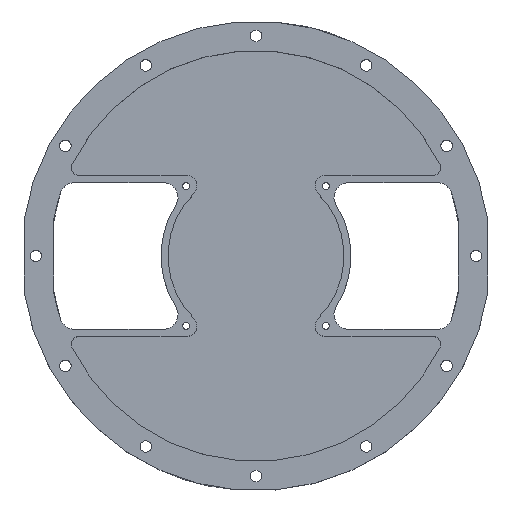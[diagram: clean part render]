
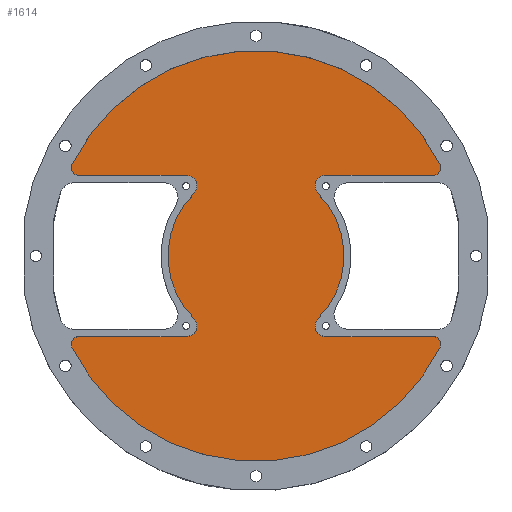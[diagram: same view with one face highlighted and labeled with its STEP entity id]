
A CAD part, top view. The second image highlights one B-rep face of the part: STEP entity #1614.
In plain terms, the highlighted planar face has unit normal (0, 0, 1).
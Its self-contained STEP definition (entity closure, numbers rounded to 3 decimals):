
#92=PLANE('',#1767);
#115=FACE_OUTER_BOUND('',#215,.T.);
#215=EDGE_LOOP('',(#1154,#1155,#1156,#1157,#1158,#1159,#1160,#1161,#1162,
#1163,#1164,#1165,#1166,#1167,#1168,#1169));
#340=LINE('',#2458,#444);
#352=LINE('',#2585,#456);
#353=LINE('',#2587,#457);
#354=LINE('',#2594,#458);
#444=VECTOR('',#1942,10.);
#456=VECTOR('',#2068,10.);
#457=VECTOR('',#2069,10.);
#458=VECTOR('',#2076,10.);
#538=CIRCLE('',#1702,4.65);
#540=CIRCLE('',#1705,4.65);
#542=CIRCLE('',#1708,4.65);
#544=CIRCLE('',#1711,4.65);
#546=CIRCLE('',#1715,38.1);
#549=CIRCLE('',#1719,38.1);
#596=CIRCLE('',#1768,3.175);
#597=CIRCLE('',#1769,88.9);
#598=CIRCLE('',#1770,3.175);
#599=CIRCLE('',#1771,3.175);
#600=CIRCLE('',#1772,88.9);
#601=CIRCLE('',#1773,3.175);
#660=VERTEX_POINT('',#2418);
#661=VERTEX_POINT('',#2419);
#664=VERTEX_POINT('',#2427);
#665=VERTEX_POINT('',#2428);
#668=VERTEX_POINT('',#2436);
#669=VERTEX_POINT('',#2437);
#672=VERTEX_POINT('',#2445);
#673=VERTEX_POINT('',#2446);
#677=VERTEX_POINT('',#2456);
#733=VERTEX_POINT('',#2579);
#734=VERTEX_POINT('',#2581);
#735=VERTEX_POINT('',#2583);
#736=VERTEX_POINT('',#2586);
#737=VERTEX_POINT('',#2588);
#738=VERTEX_POINT('',#2590);
#739=VERTEX_POINT('',#2592);
#822=EDGE_CURVE('',#660,#661,#538,.T.);
#826=EDGE_CURVE('',#664,#665,#540,.T.);
#830=EDGE_CURVE('',#668,#669,#542,.T.);
#834=EDGE_CURVE('',#672,#673,#544,.T.);
#840=EDGE_CURVE('',#677,#668,#340,.T.);
#841=EDGE_CURVE('',#665,#672,#546,.T.);
#844=EDGE_CURVE('',#669,#660,#549,.T.);
#902=EDGE_CURVE('',#733,#677,#596,.T.);
#903=EDGE_CURVE('',#734,#733,#597,.T.);
#904=EDGE_CURVE('',#735,#734,#598,.T.);
#905=EDGE_CURVE('',#673,#735,#352,.T.);
#906=EDGE_CURVE('',#736,#664,#353,.T.);
#907=EDGE_CURVE('',#737,#736,#599,.T.);
#908=EDGE_CURVE('',#738,#737,#600,.T.);
#909=EDGE_CURVE('',#739,#738,#601,.T.);
#910=EDGE_CURVE('',#661,#739,#354,.T.);
#1154=ORIENTED_EDGE('',*,*,#840,.F.);
#1155=ORIENTED_EDGE('',*,*,#902,.F.);
#1156=ORIENTED_EDGE('',*,*,#903,.F.);
#1157=ORIENTED_EDGE('',*,*,#904,.F.);
#1158=ORIENTED_EDGE('',*,*,#905,.F.);
#1159=ORIENTED_EDGE('',*,*,#834,.F.);
#1160=ORIENTED_EDGE('',*,*,#841,.F.);
#1161=ORIENTED_EDGE('',*,*,#826,.F.);
#1162=ORIENTED_EDGE('',*,*,#906,.F.);
#1163=ORIENTED_EDGE('',*,*,#907,.F.);
#1164=ORIENTED_EDGE('',*,*,#908,.F.);
#1165=ORIENTED_EDGE('',*,*,#909,.F.);
#1166=ORIENTED_EDGE('',*,*,#910,.F.);
#1167=ORIENTED_EDGE('',*,*,#822,.F.);
#1168=ORIENTED_EDGE('',*,*,#844,.F.);
#1169=ORIENTED_EDGE('',*,*,#830,.F.);
#1614=ADVANCED_FACE('',(#115),#92,.F.);
#1702=AXIS2_PLACEMENT_3D('',#2420,#1908,#1909);
#1705=AXIS2_PLACEMENT_3D('',#2429,#1916,#1917);
#1708=AXIS2_PLACEMENT_3D('',#2438,#1924,#1925);
#1711=AXIS2_PLACEMENT_3D('',#2447,#1932,#1933);
#1715=AXIS2_PLACEMENT_3D('',#2460,#1945,#1946);
#1719=AXIS2_PLACEMENT_3D('',#2464,#1953,#1954);
#1767=AXIS2_PLACEMENT_3D('',#2578,#2060,#2061);
#1768=AXIS2_PLACEMENT_3D('',#2580,#2062,#2063);
#1769=AXIS2_PLACEMENT_3D('',#2582,#2064,#2065);
#1770=AXIS2_PLACEMENT_3D('',#2584,#2066,#2067);
#1771=AXIS2_PLACEMENT_3D('',#2589,#2070,#2071);
#1772=AXIS2_PLACEMENT_3D('',#2591,#2072,#2073);
#1773=AXIS2_PLACEMENT_3D('',#2593,#2074,#2075);
#1908=DIRECTION('center_axis',(0.,0.,1.));
#1909=DIRECTION('ref_axis',(-1.,0.,0.));
#1916=DIRECTION('center_axis',(0.,0.,1.));
#1917=DIRECTION('ref_axis',(-1.,0.,0.));
#1924=DIRECTION('center_axis',(0.,0.,1.));
#1925=DIRECTION('ref_axis',(-1.,0.,0.));
#1932=DIRECTION('center_axis',(0.,0.,1.));
#1933=DIRECTION('ref_axis',(-1.,0.,0.));
#1942=DIRECTION('',(1.,0.,0.));
#1945=DIRECTION('center_axis',(0.,0.,-1.));
#1946=DIRECTION('ref_axis',(-1.,0.,0.));
#1953=DIRECTION('center_axis',(0.,0.,-1.));
#1954=DIRECTION('ref_axis',(-1.,0.,0.));
#2060=DIRECTION('center_axis',(0.,0.,-1.));
#2061=DIRECTION('ref_axis',(1.,0.,0.));
#2062=DIRECTION('center_axis',(0.,0.,-1.));
#2063=DIRECTION('ref_axis',(-0.85,0.527,0.));
#2064=DIRECTION('center_axis',(0.,0.,-1.));
#2065=DIRECTION('ref_axis',(-1.,0.,0.));
#2066=DIRECTION('center_axis',(0.,0.,-1.));
#2067=DIRECTION('ref_axis',(0.85,0.527,0.));
#2068=DIRECTION('',(1.,0.,0.));
#2069=DIRECTION('',(-1.,0.,0.));
#2070=DIRECTION('center_axis',(0.,0.,-1.));
#2071=DIRECTION('ref_axis',(0.85,-0.527,0.));
#2072=DIRECTION('center_axis',(0.,0.,-1.));
#2073=DIRECTION('ref_axis',(-1.,0.,0.));
#2074=DIRECTION('center_axis',(0.,0.,-1.));
#2075=DIRECTION('ref_axis',(-0.85,-0.527,0.));
#2076=DIRECTION('',(-1.,0.,0.));
#2418=CARTESIAN_POINT('',(-26.941,26.941,3.));
#2419=CARTESIAN_POINT('',(-30.229,34.879,3.));
#2420=CARTESIAN_POINT('Origin',(-30.229,30.229,3.));
#2427=CARTESIAN_POINT('',(30.229,34.879,3.));
#2428=CARTESIAN_POINT('',(26.941,26.941,3.));
#2429=CARTESIAN_POINT('Origin',(30.229,30.229,3.));
#2436=CARTESIAN_POINT('',(-30.229,-34.879,3.));
#2437=CARTESIAN_POINT('',(-26.941,-26.941,3.));
#2438=CARTESIAN_POINT('Origin',(-30.229,-30.229,3.));
#2445=CARTESIAN_POINT('',(26.941,-26.941,3.));
#2446=CARTESIAN_POINT('',(30.229,-34.879,3.));
#2447=CARTESIAN_POINT('Origin',(30.229,-30.229,3.));
#2456=CARTESIAN_POINT('',(-76.816,-34.879,3.));
#2458=CARTESIAN_POINT('',(-30.229,-34.879,3.));
#2460=CARTESIAN_POINT('Origin',(0.,0.,
3.));
#2464=CARTESIAN_POINT('Origin',(0.,0.,
3.));
#2578=CARTESIAN_POINT('Origin',(0.,0.,
3.));
#2579=CARTESIAN_POINT('',(-79.661,-39.463,3.));
#2580=CARTESIAN_POINT('Origin',(-76.816,-38.054,3.));
#2581=CARTESIAN_POINT('',(79.661,-39.463,3.));
#2582=CARTESIAN_POINT('Origin',(0.,0.,3.));
#2583=CARTESIAN_POINT('',(76.816,-34.879,3.));
#2584=CARTESIAN_POINT('Origin',(76.816,-38.054,3.));
#2585=CARTESIAN_POINT('',(30.229,-34.879,3.));
#2586=CARTESIAN_POINT('',(76.816,34.879,3.));
#2587=CARTESIAN_POINT('',(30.229,34.879,3.));
#2588=CARTESIAN_POINT('',(79.661,39.463,3.));
#2589=CARTESIAN_POINT('Origin',(76.816,38.054,3.));
#2590=CARTESIAN_POINT('',(-79.661,39.463,3.));
#2591=CARTESIAN_POINT('Origin',(0.,0.,3.));
#2592=CARTESIAN_POINT('',(-76.816,34.879,3.));
#2593=CARTESIAN_POINT('Origin',(-76.816,38.054,3.));
#2594=CARTESIAN_POINT('',(-30.229,34.879,3.));
